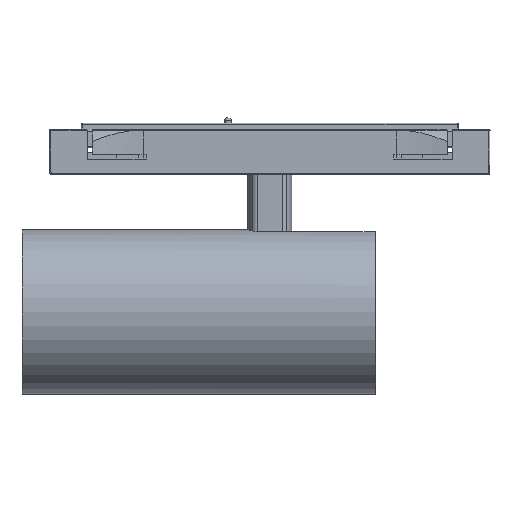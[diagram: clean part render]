
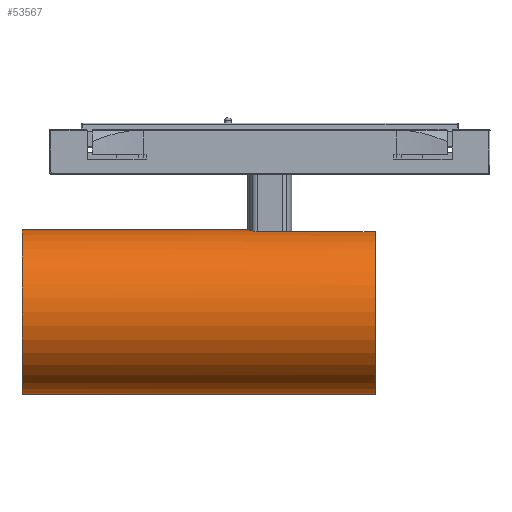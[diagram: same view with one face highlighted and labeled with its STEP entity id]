
A CAD part, left-side view. The second image highlights one B-rep face of the part: STEP entity #53567.
In plain terms, the highlighted cylindrical face has radius 14 mm (diameter 28 mm), a full revolution.
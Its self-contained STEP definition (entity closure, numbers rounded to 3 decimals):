
#2376=CYLINDRICAL_SURFACE('',#57066,14.);
#6558=B_SPLINE_CURVE_WITH_KNOTS('',3,(#193757,#193758,#193759,#193760,#193761,
#193762,#193763,#193764),.UNSPECIFIED.,.F.,.F.,(4,2,2,4),(0.,0.057,
0.113,0.134),.UNSPECIFIED.);
#6559=B_SPLINE_CURVE_WITH_KNOTS('',3,(#193778,#193779,#193780,#193781,#193782,
#193783,#193784,#193785),.UNSPECIFIED.,.F.,.F.,(4,2,2,4),(0.319,
0.341,0.397,0.454),.UNSPECIFIED.);
#6560=B_SPLINE_CURVE_WITH_KNOTS('',3,(#193796,#193797,#193798,#193799,#193800,
#193801,#193802,#193803,#193804,#193805),.UNSPECIFIED.,.F.,.F.,(4,2,2,2,
4),(0.359,0.455,0.606,0.758,
0.853),.UNSPECIFIED.);
#7403=LINE('',#193768,#9925);
#7412=LINE('',#193794,#9934);
#7413=LINE('',#193815,#9935);
#9925=VECTOR('',#63960,10.);
#9934=VECTOR('',#63973,10.);
#9935=VECTOR('',#63990,14.);
#13908=FACE_OUTER_BOUND('',#17289,.T.);
#17289=EDGE_LOOP('',(#43727,#43728,#43729,#43730,#43731,#43732,#43733,#43734,
#43735,#43736));
#19734=CIRCLE('',#57067,14.);
#19735=CIRCLE('',#57068,14.);
#19736=CIRCLE('',#57069,14.);
#23648=VERTEX_POINT('',#193754);
#23649=VERTEX_POINT('',#193756);
#23650=VERTEX_POINT('',#193767);
#23653=VERTEX_POINT('',#193775);
#23654=VERTEX_POINT('',#193777);
#23657=VERTEX_POINT('',#193792);
#23658=VERTEX_POINT('',#193812);
#23659=VERTEX_POINT('',#193814);
#30649=EDGE_CURVE('',#23649,#23648,#6558,.T.);
#30651=EDGE_CURVE('',#23650,#23649,#7403,.T.);
#30656=EDGE_CURVE('',#23654,#23653,#6559,.T.);
#30661=EDGE_CURVE('',#23653,#23657,#7412,.T.);
#30662=EDGE_CURVE('',#23648,#23654,#6560,.T.);
#30666=EDGE_CURVE('',#23658,#23657,#19734,.T.);
#30667=EDGE_CURVE('',#23658,#23659,#7413,.T.);
#30668=EDGE_CURVE('',#23659,#23659,#19735,.T.);
#30669=EDGE_CURVE('',#23650,#23658,#19736,.T.);
#43727=ORIENTED_EDGE('',*,*,#30651,.T.);
#43728=ORIENTED_EDGE('',*,*,#30649,.T.);
#43729=ORIENTED_EDGE('',*,*,#30662,.T.);
#43730=ORIENTED_EDGE('',*,*,#30656,.T.);
#43731=ORIENTED_EDGE('',*,*,#30661,.T.);
#43732=ORIENTED_EDGE('',*,*,#30666,.F.);
#43733=ORIENTED_EDGE('',*,*,#30667,.T.);
#43734=ORIENTED_EDGE('',*,*,#30668,.T.);
#43735=ORIENTED_EDGE('',*,*,#30667,.F.);
#43736=ORIENTED_EDGE('',*,*,#30669,.F.);
#53567=ADVANCED_FACE('',(#13908),#2376,.T.);
#57066=AXIS2_PLACEMENT_3D('',#193811,#63986,#63987);
#57067=AXIS2_PLACEMENT_3D('',#193813,#63988,#63989);
#57068=AXIS2_PLACEMENT_3D('',#193816,#63991,#63992);
#57069=AXIS2_PLACEMENT_3D('',#193817,#63993,#63994);
#63960=DIRECTION('',(0.,1.,0.));
#63973=DIRECTION('',(0.,-1.,0.));
#63986=DIRECTION('center_axis',(0.,-1.,0.));
#63987=DIRECTION('ref_axis',(1.,0.,-0.002));
#63988=DIRECTION('center_axis',(0.,-1.,0.));
#63989=DIRECTION('ref_axis',(-1.,0.,0.002));
#63990=DIRECTION('',(0.,1.,0.));
#63991=DIRECTION('center_axis',(0.,-1.,0.));
#63992=DIRECTION('ref_axis',(-1.,0.,0.002));
#63993=DIRECTION('center_axis',(0.,-1.,0.));
#63994=DIRECTION('ref_axis',(-1.,0.,0.002));
#193754=CARTESIAN_POINT('',(-2.419,3.3,-9.603));
#193756=CARTESIAN_POINT('',(-3.019,2.1,-9.72));
#193757=CARTESIAN_POINT('Ctrl Pts',(-3.019,2.1,-9.72));
#193758=CARTESIAN_POINT('Ctrl Pts',(-3.019,2.289,-9.72));
#193759=CARTESIAN_POINT('Ctrl Pts',(-2.981,2.489,
-9.712));
#193760=CARTESIAN_POINT('Ctrl Pts',(-2.829,2.858,-9.68));
#193761=CARTESIAN_POINT('Ctrl Pts',(-2.714,3.026,
-9.656));
#193762=CARTESIAN_POINT('Ctrl Pts',(-2.532,3.208,
-9.623));
#193763=CARTESIAN_POINT('Ctrl Pts',(-2.477,3.256,
-9.613));
#193764=CARTESIAN_POINT('Ctrl Pts',(-2.419,3.3,-9.603));
#193767=CARTESIAN_POINT('',(-3.019,-17.9,-9.72));
#193768=CARTESIAN_POINT('',(-3.019,12.1,-9.72));
#193775=CARTESIAN_POINT('',(2.981,2.1,-9.73));
#193777=CARTESIAN_POINT('',(2.381,3.3,-9.611));
#193778=CARTESIAN_POINT('Ctrl Pts',(2.381,3.3,-9.611));
#193779=CARTESIAN_POINT('Ctrl Pts',(2.44,3.256,-9.622));
#193780=CARTESIAN_POINT('Ctrl Pts',(2.495,3.208,-9.632));
#193781=CARTESIAN_POINT('Ctrl Pts',(2.676,3.026,-9.666));
#193782=CARTESIAN_POINT('Ctrl Pts',(2.791,2.858,-9.69));
#193783=CARTESIAN_POINT('Ctrl Pts',(2.943,2.489,-9.722));
#193784=CARTESIAN_POINT('Ctrl Pts',(2.981,2.289,-9.73));
#193785=CARTESIAN_POINT('Ctrl Pts',(2.981,2.1,-9.73));
#193792=CARTESIAN_POINT('',(2.981,-17.9,-9.73));
#193794=CARTESIAN_POINT('',(2.981,12.1,-9.73));
#193796=CARTESIAN_POINT('Ctrl Pts',(-2.419,3.3,
-9.603));
#193797=CARTESIAN_POINT('Ctrl Pts',(-2.157,3.497,
-9.558));
#193798=CARTESIAN_POINT('Ctrl Pts',(-1.863,3.665,-9.515));
#193799=CARTESIAN_POINT('Ctrl Pts',(-1.061,3.998,
-9.428));
#193800=CARTESIAN_POINT('Ctrl Pts',(-0.524,4.1,
-9.399));
#193801=CARTESIAN_POINT('Ctrl Pts',(0.487,4.1,-9.401));
#193802=CARTESIAN_POINT('Ctrl Pts',(1.024,3.998,-9.432));
#193803=CARTESIAN_POINT('Ctrl Pts',(1.826,3.665,-9.522));
#193804=CARTESIAN_POINT('Ctrl Pts',(2.119,3.497,-9.565));
#193805=CARTESIAN_POINT('Ctrl Pts',(2.381,3.3,-9.611));
#193811=CARTESIAN_POINT('Origin',(-0.043,12.1,
-23.4));
#193812=CARTESIAN_POINT('',(-14.043,-17.9,-23.376));
#193813=CARTESIAN_POINT('Origin',(-0.043,-17.9,
-23.4));
#193814=CARTESIAN_POINT('',(-14.043,42.1,-23.376));
#193815=CARTESIAN_POINT('',(-14.043,12.1,-23.376));
#193816=CARTESIAN_POINT('Origin',(-0.043,42.1,
-23.4));
#193817=CARTESIAN_POINT('Origin',(-0.043,-17.9,
-23.4));
